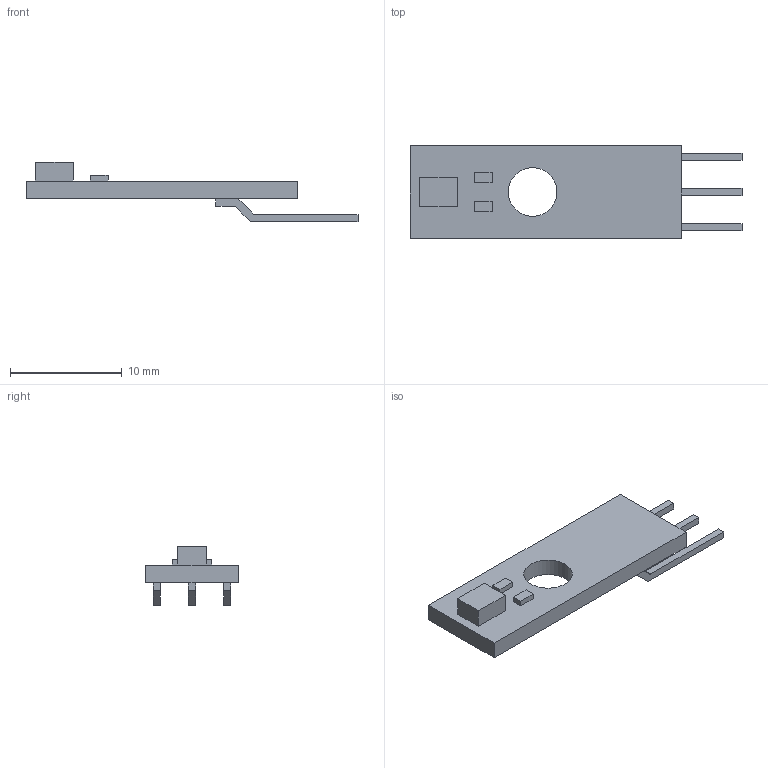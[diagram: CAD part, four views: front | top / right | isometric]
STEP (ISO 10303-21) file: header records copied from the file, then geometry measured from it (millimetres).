
FILE_DESCRIPTION(/* description */ (''),/* implementation_level */ '2;1');
FILE_NAME(/* name */ 'Line Sensor.stp',/* time_stamp */ '2023-01-17T18:26:02+01:00',/* author */ ('remoh'),/* organization */ (''),/* preprocessor_version */ 'ST-DEVELOPER v19',/* originating_system */ 'Autodesk Inventor 2023',/* authorisation */ '');
FILE_SCHEMA (('AUTOMOTIVE_DESIGN { 1 0 10303 214 3 1 1 }'));
Length unit declared in the file: millimetre
Products named in the file (5): Line Sensor; Grundplatte; Sensor; Widerstand 0603; Pin
Assembly tree (7 placements, depth 2):
  Line Sensor
    Grundplatte
    Sensor
    Widerstand 0603  x2
    Pin  x3
Bounding box: 29.71 x 8.3 x 5.36 mm (x, y, z)
Volume: 332.6 mm3; surface area: 655.6 mm2
Topology: 7 solids, 7 shells, 67 faces, 159 edges, 106 vertices
Faces by surface type: plane 54, cylinder 13
Full cylindrical faces by diameter (mm): 4.35 x1
Entity records: 1157 total; most frequent: DIRECTION 175, CARTESIAN_POINT 170, ORIENTED_EDGE 150, EDGE_CURVE 75, LINE 65, VECTOR 65, AXIS2_PLACEMENT_3D 55, VERTEX_POINT 50
